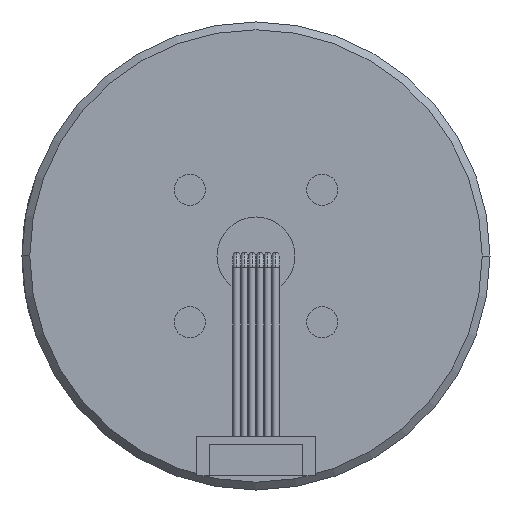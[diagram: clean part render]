
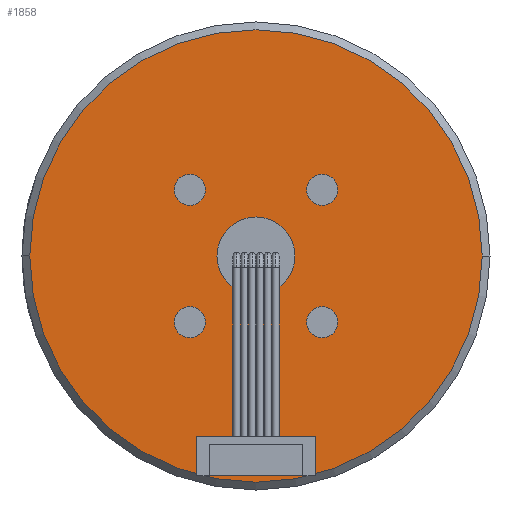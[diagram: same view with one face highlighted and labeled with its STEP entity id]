
A CAD part, front view. The second image highlights one B-rep face of the part: STEP entity #1858.
In plain terms, the highlighted planar face has unit normal (0, -1, 0).
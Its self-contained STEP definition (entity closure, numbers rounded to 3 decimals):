
#1=CARTESIAN_POINT('',(0.,0.,0.));
#2=DIRECTION('',(0.,1.,0.));
#3=DIRECTION('',(-1.,0.,0.));
#4=AXIS2_PLACEMENT_3D('',#1,#2,#3);
#6=CARTESIAN_POINT('',(0.,0.,0.));
#7=DIRECTION('',(0.,1.,0.));
#8=DIRECTION('',(0.,0.,1.));
#9=AXIS2_PLACEMENT_3D('',#6,#7,#8);
#11=CARTESIAN_POINT('',(0.,0.,0.));
#12=DIRECTION('',(0.,1.,0.));
#13=DIRECTION('',(1.,0.,0.));
#14=AXIS2_PLACEMENT_3D('',#11,#12,#13);
#16=CARTESIAN_POINT('',(0.,0.,0.));
#17=DIRECTION('',(0.,1.,0.));
#18=DIRECTION('',(0.,0.,-1.));
#19=AXIS2_PLACEMENT_3D('',#16,#17,#18);
#21=CARTESIAN_POINT('',(-4.243,0.,-4.243));
#22=DIRECTION('',(0.,-1.,0.));
#23=DIRECTION('',(-1.,0.,0.));
#24=AXIS2_PLACEMENT_3D('',#21,#22,#23);
#26=CARTESIAN_POINT('',(-4.243,0.,-4.243));
#27=DIRECTION('',(0.,-1.,0.));
#28=DIRECTION('',(1.,0.,0.));
#29=AXIS2_PLACEMENT_3D('',#26,#27,#28);
#31=CARTESIAN_POINT('',(-4.243,0.,4.243));
#32=DIRECTION('',(0.,-1.,0.));
#33=DIRECTION('',(-1.,0.,0.));
#34=AXIS2_PLACEMENT_3D('',#31,#32,#33);
#36=CARTESIAN_POINT('',(-4.243,0.,4.243));
#37=DIRECTION('',(0.,-1.,0.));
#38=DIRECTION('',(1.,0.,0.));
#39=AXIS2_PLACEMENT_3D('',#36,#37,#38);
#41=CARTESIAN_POINT('',(4.243,0.,4.243));
#42=DIRECTION('',(0.,-1.,0.));
#43=DIRECTION('',(-1.,0.,0.));
#44=AXIS2_PLACEMENT_3D('',#41,#42,#43);
#46=CARTESIAN_POINT('',(4.243,0.,4.243));
#47=DIRECTION('',(0.,-1.,0.));
#48=DIRECTION('',(1.,0.,0.));
#49=AXIS2_PLACEMENT_3D('',#46,#47,#48);
#51=CARTESIAN_POINT('',(0.,0.,0.));
#52=DIRECTION('',(0.,-1.,0.));
#53=DIRECTION('',(-1.,0.,0.));
#54=AXIS2_PLACEMENT_3D('',#51,#52,#53);
#56=CARTESIAN_POINT('',(0.,0.,0.));
#57=DIRECTION('',(0.,-1.,0.));
#58=DIRECTION('',(1.,0.,0.));
#59=AXIS2_PLACEMENT_3D('',#56,#57,#58);
#61=CARTESIAN_POINT('',(4.243,0.,-4.243));
#62=DIRECTION('',(0.,-1.,0.));
#63=DIRECTION('',(-1.,0.,0.));
#64=AXIS2_PLACEMENT_3D('',#61,#62,#63);
#66=CARTESIAN_POINT('',(4.243,0.,-4.243));
#67=DIRECTION('',(0.,-1.,0.));
#68=DIRECTION('',(1.,0.,0.));
#69=AXIS2_PLACEMENT_3D('',#66,#67,#68);
#1409=CARTESIAN_POINT('',(0.,0.,14.5));
#1410=CARTESIAN_POINT('',(14.5,0.,0.));
#1411=VERTEX_POINT('',#1409);
#1412=VERTEX_POINT('',#1410);
#1413=CARTESIAN_POINT('',(-14.5,0.,0.));
#1414=VERTEX_POINT('',#1413);
#1415=CARTESIAN_POINT('',(0.,0.,-14.5));
#1416=VERTEX_POINT('',#1415);
#1417=CARTESIAN_POINT('',(-5.243,0.,-4.243));
#1418=CARTESIAN_POINT('',(-3.243,0.,-4.243));
#1419=VERTEX_POINT('',#1417);
#1420=VERTEX_POINT('',#1418);
#1421=CARTESIAN_POINT('',(-5.243,0.,4.243));
#1422=CARTESIAN_POINT('',(-3.243,0.,4.243));
#1423=VERTEX_POINT('',#1421);
#1424=VERTEX_POINT('',#1422);
#1425=CARTESIAN_POINT('',(3.243,0.,4.243));
#1426=CARTESIAN_POINT('',(5.243,0.,4.243));
#1427=VERTEX_POINT('',#1425);
#1428=VERTEX_POINT('',#1426);
#1429=CARTESIAN_POINT('',(-2.5,0.,0.));
#1430=CARTESIAN_POINT('',(2.5,0.,0.));
#1431=VERTEX_POINT('',#1429);
#1432=VERTEX_POINT('',#1430);
#1433=CARTESIAN_POINT('',(3.243,0.,-4.243));
#1434=CARTESIAN_POINT('',(5.243,0.,-4.243));
#1435=VERTEX_POINT('',#1433);
#1436=VERTEX_POINT('',#1434);
#1813=CARTESIAN_POINT('',(0.,0.,0.));
#1814=DIRECTION('',(0.,1.,0.));
#1815=DIRECTION('',(1.,0.,0.));
#1816=AXIS2_PLACEMENT_3D('',#1813,#1814,#1815);
#1817=PLANE('',#1816);
#1819=ORIENTED_EDGE('',*,*,#1818,.T.);
#1821=ORIENTED_EDGE('',*,*,#1820,.T.);
#1823=ORIENTED_EDGE('',*,*,#1822,.T.);
#1825=ORIENTED_EDGE('',*,*,#1824,.T.);
#1826=EDGE_LOOP('',(#1819,#1821,#1823,#1825));
#1827=FACE_OUTER_BOUND('',#1826,.F.);
#1829=ORIENTED_EDGE('',*,*,#1828,.T.);
#1831=ORIENTED_EDGE('',*,*,#1830,.T.);
#1832=EDGE_LOOP('',(#1829,#1831));
#1833=FACE_BOUND('',#1832,.F.);
#1835=ORIENTED_EDGE('',*,*,#1834,.T.);
#1837=ORIENTED_EDGE('',*,*,#1836,.T.);
#1838=EDGE_LOOP('',(#1835,#1837));
#1839=FACE_BOUND('',#1838,.F.);
#1841=ORIENTED_EDGE('',*,*,#1840,.T.);
#1843=ORIENTED_EDGE('',*,*,#1842,.T.);
#1844=EDGE_LOOP('',(#1841,#1843));
#1845=FACE_BOUND('',#1844,.F.);
#1847=ORIENTED_EDGE('',*,*,#1846,.T.);
#1849=ORIENTED_EDGE('',*,*,#1848,.T.);
#1850=EDGE_LOOP('',(#1847,#1849));
#1851=FACE_BOUND('',#1850,.F.);
#1853=ORIENTED_EDGE('',*,*,#1852,.T.);
#1855=ORIENTED_EDGE('',*,*,#1854,.T.);
#1856=EDGE_LOOP('',(#1853,#1855));
#1857=FACE_BOUND('',#1856,.F.);
#1858=ADVANCED_FACE('',(#1827,#1833,#1839,#1845,#1851,#1857),#1817,.F.);
#5=CIRCLE('',#4,14.5);
#10=CIRCLE('',#9,14.5);
#15=CIRCLE('',#14,14.5);
#20=CIRCLE('',#19,14.5);
#25=CIRCLE('',#24,1.);
#30=CIRCLE('',#29,1.);
#35=CIRCLE('',#34,1.);
#40=CIRCLE('',#39,1.);
#45=CIRCLE('',#44,1.);
#50=CIRCLE('',#49,1.);
#55=CIRCLE('',#54,2.5);
#60=CIRCLE('',#59,2.5);
#65=CIRCLE('',#64,1.);
#70=CIRCLE('',#69,1.);
#1818=EDGE_CURVE('',#1414,#1411,#5,.T.);
#1820=EDGE_CURVE('',#1411,#1412,#10,.T.);
#1822=EDGE_CURVE('',#1412,#1416,#15,.T.);
#1824=EDGE_CURVE('',#1416,#1414,#20,.T.);
#1828=EDGE_CURVE('',#1419,#1420,#25,.T.);
#1830=EDGE_CURVE('',#1420,#1419,#30,.T.);
#1834=EDGE_CURVE('',#1423,#1424,#35,.T.);
#1836=EDGE_CURVE('',#1424,#1423,#40,.T.);
#1840=EDGE_CURVE('',#1427,#1428,#45,.T.);
#1842=EDGE_CURVE('',#1428,#1427,#50,.T.);
#1846=EDGE_CURVE('',#1431,#1432,#55,.T.);
#1848=EDGE_CURVE('',#1432,#1431,#60,.T.);
#1852=EDGE_CURVE('',#1435,#1436,#65,.T.);
#1854=EDGE_CURVE('',#1436,#1435,#70,.T.);
